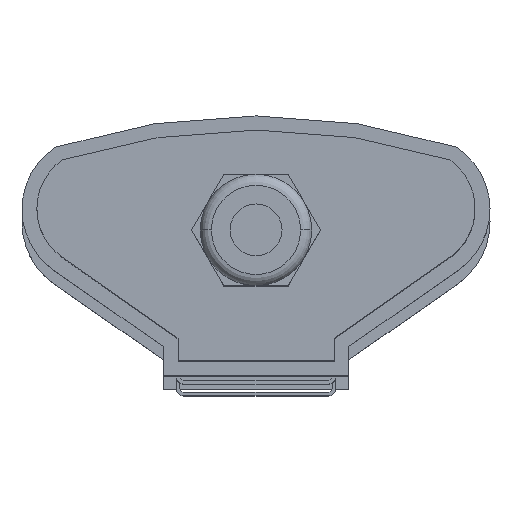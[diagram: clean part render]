
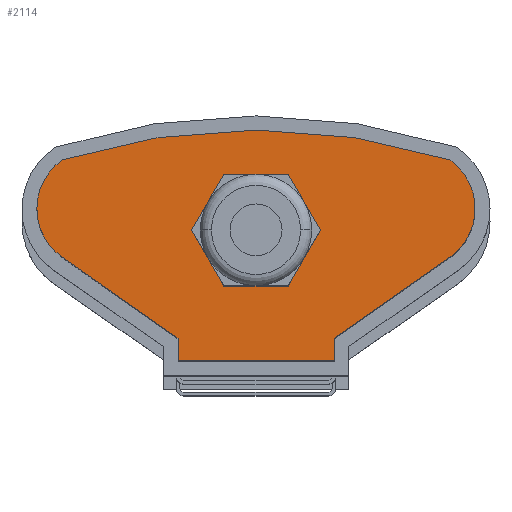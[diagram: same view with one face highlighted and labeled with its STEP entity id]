
A CAD part, top view. The second image highlights one B-rep face of the part: STEP entity #2114.
In plain terms, the highlighted planar face has unit normal (0, 0, 1).
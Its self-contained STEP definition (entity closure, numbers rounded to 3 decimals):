
#5 = AXIS2_PLACEMENT_3D ( 'NONE', #2483, #4654, #2075 ) ;
#14 = DIRECTION ( 'NONE',  ( 0., -1., 0. ) ) ;
#61 = EDGE_CURVE ( 'NONE', #4253, #385, #2096, .T. ) ;
#124 = ORIENTED_EDGE ( 'NONE', *, *, #2208, .T. ) ;
#177 = VERTEX_POINT ( 'NONE', #3326 ) ;
#203 = VECTOR ( 'NONE', #3972, 1000. ) ;
#208 = CIRCLE ( 'NONE', #426, 8. ) ;
#244 = FACE_BOUND ( 'NONE', #4195, .T. ) ;
#375 = LINE ( 'NONE', #1834, #893 ) ;
#385 = VERTEX_POINT ( 'NONE', #2721 ) ;
#426 = AXIS2_PLACEMENT_3D ( 'NONE', #3684, #4457, #2967 ) ;
#432 = DIRECTION ( 'NONE',  ( 0.82, -0.572, 0. ) ) ;
#449 = DIRECTION ( 'NONE',  ( 0., 0., 1. ) ) ;
#467 = CIRCLE ( 'NONE', #1007, 8. ) ;
#494 = CARTESIAN_POINT ( 'NONE',  ( 38.16, -2.936, 1153. ) ) ;
#498 = CARTESIAN_POINT ( 'NONE',  ( 19., -17.436, 1153. ) ) ;
#548 = LINE ( 'NONE', #4172, #2501 ) ;
#557 = LINE ( 'NONE', #3792, #2005 ) ;
#566 = VERTEX_POINT ( 'NONE', #4503 ) ;
#581 = DIRECTION ( 'NONE',  ( 0.5, 0.866, 0. ) ) ;
#606 = PLANE ( 'NONE',  #3210 ) ;
#611 = ORIENTED_EDGE ( 'NONE', *, *, #735, .T. ) ;
#730 = ORIENTED_EDGE ( 'NONE', *, *, #3616, .T. ) ;
#734 = CARTESIAN_POINT ( 'NONE',  ( 40., -17.436, 1153. ) ) ;
#735 = EDGE_CURVE ( 'NONE', #566, #177, #2993, .T. ) ;
#736 = VECTOR ( 'NONE', #956, 1000. ) ;
#748 = ORIENTED_EDGE ( 'NONE', *, *, #3961, .T. ) ;
#893 = VECTOR ( 'NONE', #14, 1000. ) ;
#956 = DIRECTION ( 'NONE',  ( 1., 0., 0. ) ) ;
#967 = CARTESIAN_POINT ( 'NONE',  ( 20.84, -2.936, 1153. ) ) ;
#986 = CARTESIAN_POINT ( 'NONE',  ( 8., 0., 1153. ) ) ;
#987 = CARTESIAN_POINT ( 'NONE',  ( 40., -17.436, 1153. ) ) ;
#998 = EDGE_LOOP ( 'NONE', ( #3984, #3807, #4259, #1998, #611, #124, #3721, #2029, #2224 ) ) ;
#1007 = AXIS2_PLACEMENT_3D ( 'NONE', #2559, #3309, #2998 ) ;
#1024 = ORIENTED_EDGE ( 'NONE', *, *, #2370, .T. ) ;
#1138 = DIRECTION ( 'NONE',  ( -0.5, -0.866, 0. ) ) ;
#1163 = VECTOR ( 'NONE', #2479, 1000. ) ;
#1216 = CARTESIAN_POINT ( 'NONE',  ( 33.83, -10.436, 1153. ) ) ;
#1271 = CARTESIAN_POINT ( 'NONE',  ( 33.83, 4.564, 1153. ) ) ;
#1273 = EDGE_CURVE ( 'NONE', #385, #3835, #3281, .T. ) ;
#1451 = VERTEX_POINT ( 'NONE', #1271 ) ;
#1558 = VERTEX_POINT ( 'NONE', #967 ) ;
#1598 = DIRECTION ( 'NONE',  ( -0.5, 0.866, 0. ) ) ;
#1650 = DIRECTION ( 'NONE',  ( -1., 0., 0. ) ) ;
#1730 = CARTESIAN_POINT ( 'NONE',  ( 33.83, -10.436, 1153. ) ) ;
#1743 = AXIS2_PLACEMENT_3D ( 'NONE', #2598, #449, #3322 ) ;
#1811 = CIRCLE ( 'NONE', #1743, 86.919 ) ;
#1834 = CARTESIAN_POINT ( 'NONE',  ( 19., -20.436, 1153. ) ) ;
#1903 = VERTEX_POINT ( 'NONE', #1937 ) ;
#1917 = VERTEX_POINT ( 'NONE', #498 ) ;
#1937 = CARTESIAN_POINT ( 'NONE',  ( 25.17, 4.564, 1153. ) ) ;
#1998 = ORIENTED_EDGE ( 'NONE', *, *, #2285, .T. ) ;
#2005 = VECTOR ( 'NONE', #581, 1000. ) ;
#2029 = ORIENTED_EDGE ( 'NONE', *, *, #2243, .T. ) ;
#2034 = LINE ( 'NONE', #3504, #736 ) ;
#2075 = DIRECTION ( 'NONE',  ( -1., 0., 0. ) ) ;
#2096 = LINE ( 'NONE', #4674, #1163 ) ;
#2114 = ADVANCED_FACE ( 'NONE', ( #3945, #244 ), #606, .F. ) ;
#2176 = VERTEX_POINT ( 'NONE', #2264 ) ;
#2208 = EDGE_CURVE ( 'NONE', #177, #4016, #1811, .T. ) ;
#2224 = ORIENTED_EDGE ( 'NONE', *, *, #3437, .T. ) ;
#2243 = EDGE_CURVE ( 'NONE', #4099, #2176, #208, .T. ) ;
#2246 = CARTESIAN_POINT ( 'NONE',  ( 19., -17.436, 1153. ) ) ;
#2264 = CARTESIAN_POINT ( 'NONE',  ( 3.421, -6.56, 1153. ) ) ;
#2285 = EDGE_CURVE ( 'NONE', #3835, #566, #2914, .T. ) ;
#2304 = EDGE_CURVE ( 'NONE', #1917, #4253, #375, .T. ) ;
#2334 = VERTEX_POINT ( 'NONE', #494 ) ;
#2370 = EDGE_CURVE ( 'NONE', #4687, #1558, #548, .T. ) ;
#2423 = EDGE_CURVE ( 'NONE', #3773, #4687, #2727, .T. ) ;
#2448 = DIRECTION ( 'NONE',  ( 1., 0., 0. ) ) ;
#2467 = EDGE_CURVE ( 'NONE', #1903, #1451, #2034, .T. ) ;
#2479 = DIRECTION ( 'NONE',  ( 1., 0., 0. ) ) ;
#2483 = CARTESIAN_POINT ( 'NONE',  ( 51., 0., 1153. ) ) ;
#2501 = VECTOR ( 'NONE', #1598, 1000. ) ;
#2528 = CARTESIAN_POINT ( 'NONE',  ( 19., -20.436, 1153. ) ) ;
#2555 = CARTESIAN_POINT ( 'NONE',  ( 40., -20.436, 1153. ) ) ;
#2559 = CARTESIAN_POINT ( 'NONE',  ( 8., 0., 1153. ) ) ;
#2598 = CARTESIAN_POINT ( 'NONE',  ( 29.5, -76.355, 1153. ) ) ;
#2644 = ORIENTED_EDGE ( 'NONE', *, *, #2423, .T. ) ;
#2647 = VECTOR ( 'NONE', #1650, 1000. ) ;
#2685 = ORIENTED_EDGE ( 'NONE', *, *, #2467, .T. ) ;
#2721 = CARTESIAN_POINT ( 'NONE',  ( 40., -20.436, 1153. ) ) ;
#2727 = LINE ( 'NONE', #1216, #2647 ) ;
#2867 = EDGE_CURVE ( 'NONE', #1451, #2334, #3216, .T. ) ;
#2914 = LINE ( 'NONE', #734, #3508 ) ;
#2927 = LINE ( 'NONE', #2246, #4066 ) ;
#2962 = LINE ( 'NONE', #4115, #3376 ) ;
#2967 = DIRECTION ( 'NONE',  ( 1., 0., 0. ) ) ;
#2993 = CIRCLE ( 'NONE', #5, 8. ) ;
#2998 = DIRECTION ( 'NONE',  ( 1., 0., 0. ) ) ;
#3210 = AXIS2_PLACEMENT_3D ( 'NONE', #986, #4370, #2448 ) ;
#3213 = ORIENTED_EDGE ( 'NONE', *, *, #2867, .T. ) ;
#3216 = LINE ( 'NONE', #4689, #4188 ) ;
#3281 = LINE ( 'NONE', #2555, #203 ) ;
#3309 = DIRECTION ( 'NONE',  ( 0., 0., 1. ) ) ;
#3322 = DIRECTION ( 'NONE',  ( -1., 0., 0. ) ) ;
#3326 = CARTESIAN_POINT ( 'NONE',  ( 55.579, 6.56, 1153. ) ) ;
#3376 = VECTOR ( 'NONE', #1138, 1000. ) ;
#3437 = EDGE_CURVE ( 'NONE', #2176, #1917, #2927, .T. ) ;
#3504 = CARTESIAN_POINT ( 'NONE',  ( 25.17, 4.564, 1153. ) ) ;
#3507 = EDGE_CURVE ( 'NONE', #4016, #4099, #467, .T. ) ;
#3508 = VECTOR ( 'NONE', #3641, 1000. ) ;
#3616 = EDGE_CURVE ( 'NONE', #1558, #1903, #557, .T. ) ;
#3620 = DIRECTION ( 'NONE',  ( 0.5, -0.866, 0. ) ) ;
#3630 = CARTESIAN_POINT ( 'NONE',  ( 25.17, -10.436, 1153. ) ) ;
#3641 = DIRECTION ( 'NONE',  ( 0.82, 0.572, 0. ) ) ;
#3684 = CARTESIAN_POINT ( 'NONE',  ( 8., 0., 1153. ) ) ;
#3721 = ORIENTED_EDGE ( 'NONE', *, *, #3507, .T. ) ;
#3773 = VERTEX_POINT ( 'NONE', #1730 ) ;
#3792 = CARTESIAN_POINT ( 'NONE',  ( 20.84, -2.936, 1153. ) ) ;
#3807 = ORIENTED_EDGE ( 'NONE', *, *, #61, .T. ) ;
#3835 = VERTEX_POINT ( 'NONE', #987 ) ;
#3945 = FACE_OUTER_BOUND ( 'NONE', #998, .T. ) ;
#3961 = EDGE_CURVE ( 'NONE', #2334, #3773, #2962, .T. ) ;
#3972 = DIRECTION ( 'NONE',  ( 0., 1., 0. ) ) ;
#3984 = ORIENTED_EDGE ( 'NONE', *, *, #2304, .T. ) ;
#4016 = VERTEX_POINT ( 'NONE', #4298 ) ;
#4066 = VECTOR ( 'NONE', #432, 1000. ) ;
#4099 = VERTEX_POINT ( 'NONE', #4611 ) ;
#4115 = CARTESIAN_POINT ( 'NONE',  ( 38.16, -2.936, 1153. ) ) ;
#4172 = CARTESIAN_POINT ( 'NONE',  ( 25.17, -10.436, 1153. ) ) ;
#4188 = VECTOR ( 'NONE', #3620, 1000. ) ;
#4195 = EDGE_LOOP ( 'NONE', ( #2644, #1024, #730, #2685, #3213, #748 ) ) ;
#4253 = VERTEX_POINT ( 'NONE', #2528 ) ;
#4259 = ORIENTED_EDGE ( 'NONE', *, *, #1273, .T. ) ;
#4298 = CARTESIAN_POINT ( 'NONE',  ( 3.421, 6.56, 1153. ) ) ;
#4370 = DIRECTION ( 'NONE',  ( 0., 0., -1. ) ) ;
#4457 = DIRECTION ( 'NONE',  ( 0., 0., 1. ) ) ;
#4503 = CARTESIAN_POINT ( 'NONE',  ( 55.579, -6.56, 1153. ) ) ;
#4611 = CARTESIAN_POINT ( 'NONE',  ( 0., 0., 1153. ) ) ;
#4654 = DIRECTION ( 'NONE',  ( 0., 0., 1. ) ) ;
#4674 = CARTESIAN_POINT ( 'NONE',  ( 19., -20.436, 1153. ) ) ;
#4687 = VERTEX_POINT ( 'NONE', #3630 ) ;
#4689 = CARTESIAN_POINT ( 'NONE',  ( 33.83, 4.564, 1153. ) ) ;
